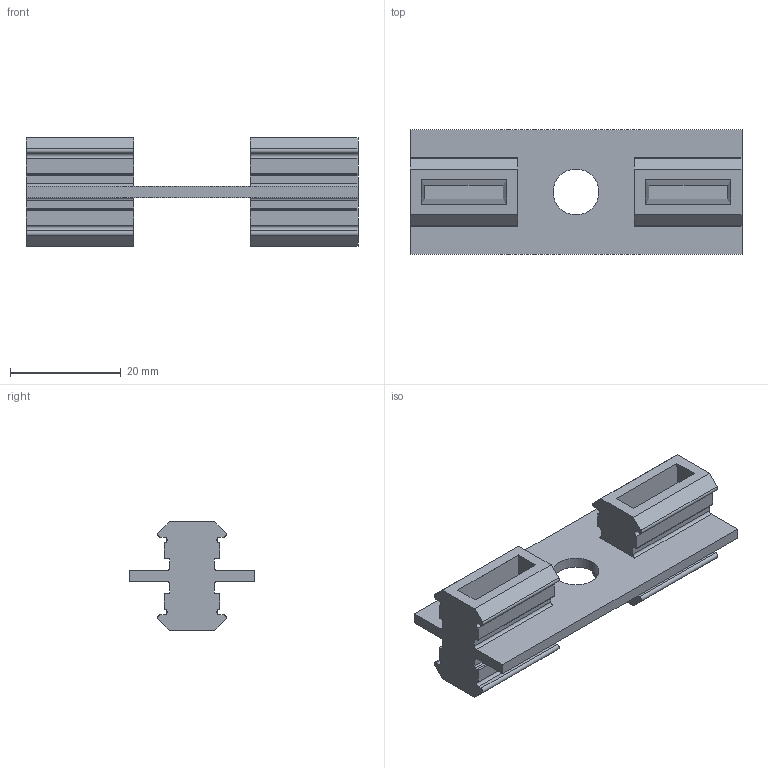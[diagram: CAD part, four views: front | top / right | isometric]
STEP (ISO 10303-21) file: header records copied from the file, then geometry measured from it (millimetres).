
FILE_DESCRIPTION(('STEP AP214'),'1');
FILE_NAME('cctmp_C9D27DB4-77AE-4FE1-B940-4A0AE359648B_2020_1_16_9_47_55_590..stp','2020-01-16T08:47:55',('Bosch Rexroth AG'),('CADClick - www.CADClick.com'),'Spatial InterOp 3D',' ','unknown authorization - (Healing Option Enabled)');
FILE_SCHEMA(('AUTOMOTIVE_DESIGN'));
Length unit declared in the file: millimetre
Products named in the file (1): 2020_01_16__09-47-55-590
Bounding box: 60 x 22.5 x 19.6 mm (x, y, z)
Volume: 7425.1 mm3; surface area: 6728.8 mm2
Topology: 1 solids, 1 shells, 114 faces, 322 edges, 212 vertices
Faces by surface type: plane 72, cylinder 42
Entity records: 4626 total; most frequent: CARTESIAN_POINT 649, ORIENTED_EDGE 644, DIRECTION 636, EDGE_CURVE 322, LINE 238, VECTOR 238, VERTEX_POINT 212, AXIS2_PLACEMENT_3D 199
